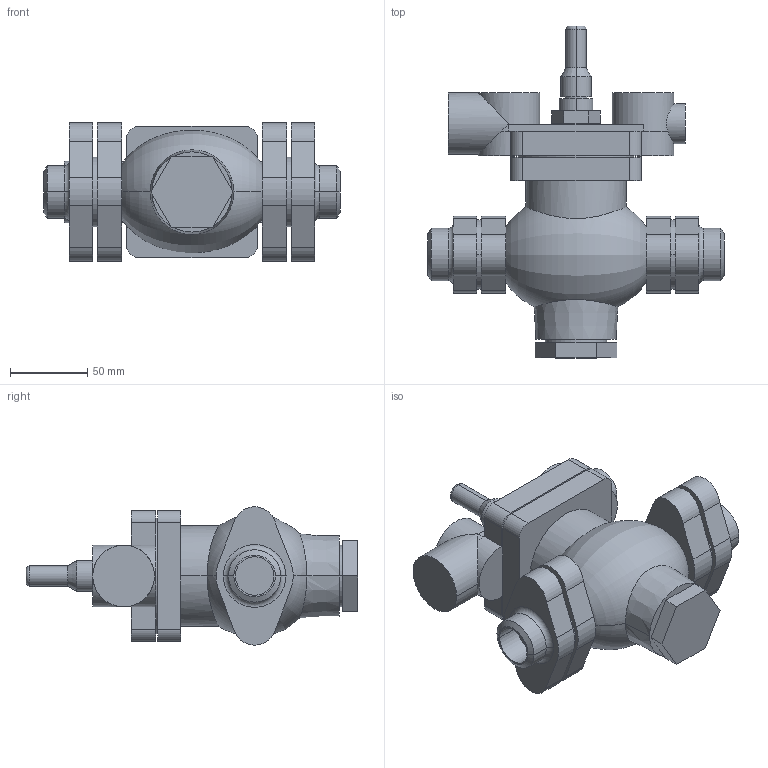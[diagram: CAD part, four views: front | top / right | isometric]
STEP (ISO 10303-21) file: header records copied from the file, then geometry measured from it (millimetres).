
FILE_DESCRIPTION((''),'2;1');
FILE_NAME('AM3-25_ASM','2022-09-08T',('AMG'),(''),'PRO/ENGINEER BY PARAMETRIC TECHNOLOGY CORPORATION, 2008380','PRO/ENGINEER BY PARAMETRIC TECHNOLOGY CORPORATION, 2008380','');
FILE_SCHEMA(('CONFIG_CONTROL_DESIGN'));
Length unit declared in the file: millimetre
Products named in the file (3): AM20-25; 20-65DINGGAN-DINGGANZUO; AM3-25_ASM
Assembly tree (2 placements, depth 2):
  AM3-25_ASM
    AM20-25
    20-65DINGGAN-DINGGANZUO
Bounding box: 192 x 215.26 x 89.72 mm (x, y, z)
Volume: 1036440.4 mm3; surface area: 111067.3 mm2
Topology: 2 solids, 2 shells, 147 faces, 355 edges, 231 vertices
Faces by surface type: plane 71, cylinder 60, cone 8, torus 6, revolution 2
Entity records: 4633 total; most frequent: CARTESIAN_POINT 1018, DIRECTION 773, ORIENTED_EDGE 710, EDGE_CURVE 355, AXIS2_PLACEMENT_3D 290, VERTEX_POINT 231, VECTOR 191, LINE 191
